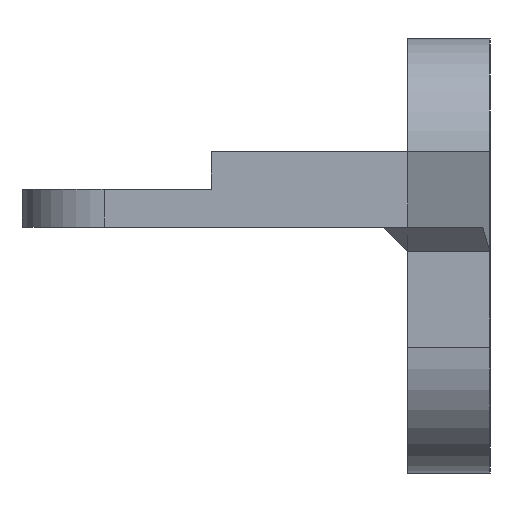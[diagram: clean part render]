
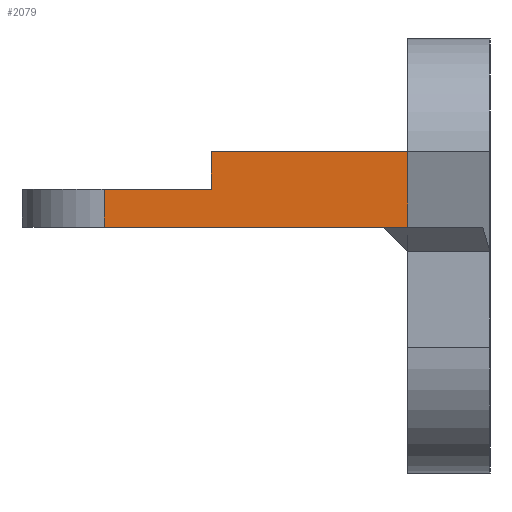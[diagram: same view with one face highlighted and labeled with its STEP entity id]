
A CAD part, left-side view. The second image highlights one B-rep face of the part: STEP entity #2079.
In plain terms, the highlighted planar face has unit normal (-1, 0, 0).
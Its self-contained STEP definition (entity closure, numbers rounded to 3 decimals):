
#193=FACE_OUTER_BOUND('',#313,.T.);
#313=EDGE_LOOP('',(#1532,#1533,#1534,#1535,#1536,#1537));
#426=LINE('',#3031,#651);
#494=LINE('',#3256,#719);
#495=LINE('',#3259,#720);
#498=LINE('',#3265,#723);
#500=LINE('',#3271,#725);
#501=LINE('',#3273,#726);
#651=VECTOR('',#2407,10.);
#719=VECTOR('',#2575,10.);
#720=VECTOR('',#2578,10.);
#723=VECTOR('',#2585,10.);
#725=VECTOR('',#2593,10.);
#726=VECTOR('',#2596,10.);
#875=VERTEX_POINT('',#3028);
#876=VERTEX_POINT('',#3030);
#982=VERTEX_POINT('',#3252);
#983=VERTEX_POINT('',#3254);
#984=VERTEX_POINT('',#3258);
#985=VERTEX_POINT('',#3263);
#1081=EDGE_CURVE('',#875,#876,#426,.T.);
#1194=EDGE_CURVE('',#982,#983,#494,.T.);
#1195=EDGE_CURVE('',#984,#982,#495,.T.);
#1199=EDGE_CURVE('',#983,#985,#498,.T.);
#1202=EDGE_CURVE('',#985,#876,#500,.T.);
#1203=EDGE_CURVE('',#984,#875,#501,.T.);
#1532=ORIENTED_EDGE('',*,*,#1199,.T.);
#1533=ORIENTED_EDGE('',*,*,#1202,.T.);
#1534=ORIENTED_EDGE('',*,*,#1081,.F.);
#1535=ORIENTED_EDGE('',*,*,#1203,.F.);
#1536=ORIENTED_EDGE('',*,*,#1195,.T.);
#1537=ORIENTED_EDGE('',*,*,#1194,.T.);
#2012=PLANE('',#2251);
#2079=ADVANCED_FACE('',(#193),#2012,.T.);
#2251=AXIS2_PLACEMENT_3D('',#3272,#2594,#2595);
#2407=DIRECTION('',(0.,1.,0.));
#2575=DIRECTION('',(0.,0.,-1.));
#2578=DIRECTION('',(0.,1.,0.));
#2585=DIRECTION('',(0.,1.,0.));
#2593=DIRECTION('',(0.,0.,-1.));
#2594=DIRECTION('center_axis',(-1.,0.,0.));
#2595=DIRECTION('ref_axis',(0.,1.,0.));
#2596=DIRECTION('',(0.,0.,-1.));
#3028=CARTESIAN_POINT('',(56.,-32.165,-3.));
#3030=CARTESIAN_POINT('',(56.,-20.125,-3.));
#3031=CARTESIAN_POINT('',(56.,-32.165,-3.));
#3252=CARTESIAN_POINT('',(56.,-24.375,0.));
#3254=CARTESIAN_POINT('',(56.,-24.375,-1.5));
#3256=CARTESIAN_POINT('',(56.,-24.375,0.));
#3258=CARTESIAN_POINT('',(56.,-32.165,0.));
#3259=CARTESIAN_POINT('',(56.,-32.165,0.));
#3263=CARTESIAN_POINT('',(56.,-20.125,-1.5));
#3265=CARTESIAN_POINT('',(56.,-32.165,-1.5));
#3271=CARTESIAN_POINT('',(56.,-20.125,-1.5));
#3272=CARTESIAN_POINT('Origin',(56.,-32.165,-1.5));
#3273=CARTESIAN_POINT('',(56.,-32.165,-1.5));
